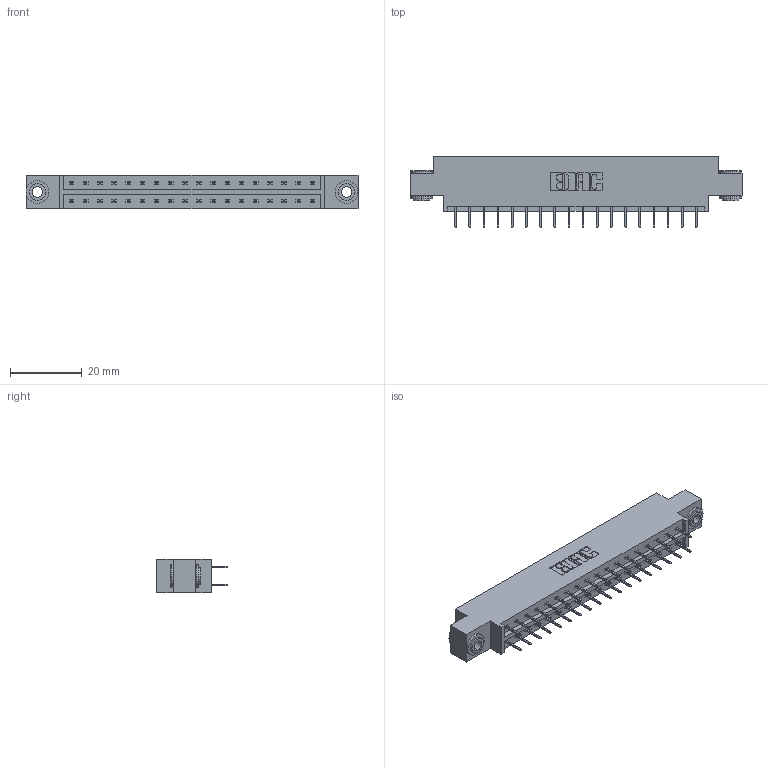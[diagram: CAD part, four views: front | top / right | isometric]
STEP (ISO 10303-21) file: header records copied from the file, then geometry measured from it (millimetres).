
FILE_DESCRIPTION (( 'STEP AP203' ), '1' );
FILE_NAME ('333-036-524-803.STEP', '2018-08-03T00:48:41', ( '' ), ( '' ), 'SwSTEP 2.0', 'SolidWorks 2016', '' );
FILE_SCHEMA (( 'CONFIG_CONTROL_DESIGN' ));
Length unit declared in the file: inch
Products named in the file (4): 345-250-002_345-250-002-102; 333-036-524-803; 333 Part_Offset - .156 Dia - TH; 345-292-001_345-293-124
Assembly tree (39 placements, depth 2):
  333-036-524-803
    333 Part_Offset - .156 Dia - TH
    345-292-001_345-293-124  x36
    345-250-002_345-250-002-102  x2
Bounding box: 92.86 x 19.69 x 9.4 mm (x, y, z)
Volume: 8993.4 mm3; surface area: 10652.7 mm2
Topology: 39 solids, 39 shells, 2172 faces, 6123 edges, 3934 vertices
Faces by surface type: plane 1596, cylinder 568, cone 8
Entity records: 15540 total; most frequent: CARTESIAN_POINT 2581, ORIENTED_EDGE 2510, DIRECTION 2281, EDGE_CURVE 1255, LINE 1107, VECTOR 1107, VERTEX_POINT 830, AXIS2_PLACEMENT_3D 587
